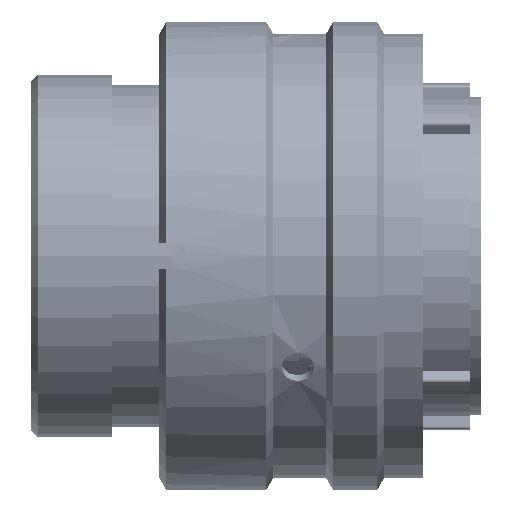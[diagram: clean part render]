
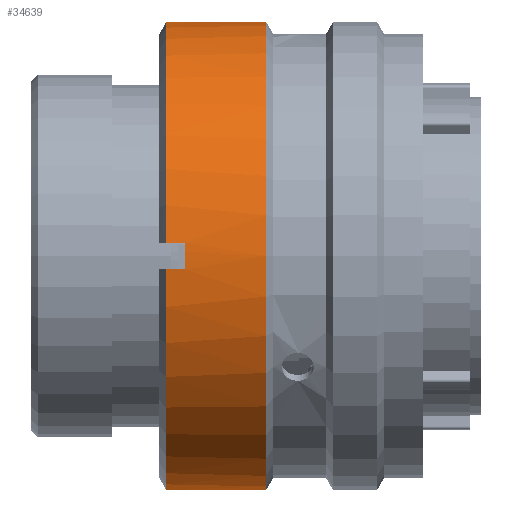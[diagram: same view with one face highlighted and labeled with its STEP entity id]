
A CAD part, front view. The second image highlights one B-rep face of the part: STEP entity #34639.
In plain terms, the highlighted cylindrical face has radius 17.35 mm (diameter 34.7 mm), a partial arc.
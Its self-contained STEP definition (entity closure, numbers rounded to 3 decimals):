
#53 = VERTEX_POINT ( 'NONE', #112897 ) ;
#270 = LINE ( 'NONE', #37591, #172221 ) ;
#3197 = EDGE_CURVE ( 'NONE', #155673, #47224, #187929, .T. ) ;
#6079 = ORIENTED_EDGE ( 'NONE', *, *, #6582, .T. ) ;
#6582 = EDGE_CURVE ( 'NONE', #123369, #69810, #206291, .T. ) ;
#10389 = EDGE_CURVE ( 'NONE', #165918, #120855, #155195, .T. ) ;
#10977 = LINE ( 'NONE', #195543, #99560 ) ;
#12681 = CARTESIAN_POINT ( 'NONE',  ( 17.44, 0., 0. ) ) ;
#13776 = AXIS2_PLACEMENT_3D ( 'NONE', #174118, #74333, #190818 ) ;
#14320 = CARTESIAN_POINT ( 'NONE',  ( 10.02, 0., 0. ) ) ;
#17601 = CARTESIAN_POINT ( 'NONE',  ( 11.42, 0., 0. ) ) ;
#19553 = LINE ( 'NONE', #179998, #147221 ) ;
#29465 = DIRECTION ( 'NONE',  ( 0., 0., -1. ) ) ;
#31096 = DIRECTION ( 'NONE',  ( 0., 0., -1. ) ) ;
#32692 = LINE ( 'NONE', #149849, #149930 ) ;
#34330 = DIRECTION ( 'NONE',  ( 0., 0., 1. ) ) ;
#34639 = ADVANCED_FACE ( 'NONE', ( #48403 ), #204653, .T. ) ;
#37591 = CARTESIAN_POINT ( 'NONE',  ( 29.07, -1., 17.321 ) ) ;
#39326 = CARTESIAN_POINT ( 'NONE',  ( 11.42, -17.321, 1. ) ) ;
#43596 = AXIS2_PLACEMENT_3D ( 'NONE', #74482, #190965, #91266 ) ;
#47224 = VERTEX_POINT ( 'NONE', #205023 ) ;
#48403 = FACE_OUTER_BOUND ( 'NONE', #140150, .T. ) ;
#50073 = DIRECTION ( 'NONE',  ( 1., 0., 0. ) ) ;
#50936 = ORIENTED_EDGE ( 'NONE', *, *, #123589, .T. ) ;
#56142 = DIRECTION ( 'NONE',  ( -1., 0., 0. ) ) ;
#56150 = ORIENTED_EDGE ( 'NONE', *, *, #97912, .T. ) ;
#57838 = DIRECTION ( 'NONE',  ( 0., 0., -1. ) ) ;
#63615 = VERTEX_POINT ( 'NONE', #208822 ) ;
#69810 = VERTEX_POINT ( 'NONE', #72329 ) ;
#72329 = CARTESIAN_POINT ( 'NONE',  ( 10.02, -17.321, 1. ) ) ;
#72887 = CARTESIAN_POINT ( 'NONE',  ( 11.42, 0., 0. ) ) ;
#73861 = DIRECTION ( 'NONE',  ( 1., 0., 0. ) ) ;
#74333 = DIRECTION ( 'NONE',  ( 1., 0., 0. ) ) ;
#74482 = CARTESIAN_POINT ( 'NONE',  ( 10.02, 0., 0. ) ) ;
#79932 = ORIENTED_EDGE ( 'NONE', *, *, #109859, .F. ) ;
#80210 = DIRECTION ( 'NONE',  ( 1., 0., 0. ) ) ;
#80337 = EDGE_CURVE ( 'NONE', #120855, #155673, #214076, .T. ) ;
#83309 = ORIENTED_EDGE ( 'NONE', *, *, #112730, .T. ) ;
#84437 = VERTEX_POINT ( 'NONE', #191282 ) ;
#84808 = CIRCLE ( 'NONE', #127858, 17.35 ) ;
#89660 = DIRECTION ( 'NONE',  ( 0., 0., 1. ) ) ;
#91266 = DIRECTION ( 'NONE',  ( 0., 0., -1. ) ) ;
#93747 = VECTOR ( 'NONE', #103023, 1000. ) ;
#95132 = DIRECTION ( 'NONE',  ( 1., 0., 0. ) ) ;
#97912 = EDGE_CURVE ( 'NONE', #47224, #106680, #98954, .T. ) ;
#98359 = EDGE_CURVE ( 'NONE', #84437, #178537, #194806, .T. ) ;
#98954 = LINE ( 'NONE', #152582, #93747 ) ;
#99560 = VECTOR ( 'NONE', #95132, 1000. ) ;
#99940 = ORIENTED_EDGE ( 'NONE', *, *, #10389, .T. ) ;
#103023 = DIRECTION ( 'NONE',  ( 1., 0., 0. ) ) ;
#106680 = VERTEX_POINT ( 'NONE', #164501 ) ;
#109278 = CARTESIAN_POINT ( 'NONE',  ( 11.42, -1., 17.321 ) ) ;
#109859 = EDGE_CURVE ( 'NONE', #84437, #182174, #10977, .T. ) ;
#111755 = ORIENTED_EDGE ( 'NONE', *, *, #98359, .T. ) ;
#112730 = EDGE_CURVE ( 'NONE', #69810, #165918, #19553, .T. ) ;
#112897 = CARTESIAN_POINT ( 'NONE',  ( 17.44, 0., -17.35 ) ) ;
#114160 = AXIS2_PLACEMENT_3D ( 'NONE', #17601, #134149, #34330 ) ;
#117018 = AXIS2_PLACEMENT_3D ( 'NONE', #72887, #189364, #89660 ) ;
#120855 = VERTEX_POINT ( 'NONE', #196879 ) ;
#121405 = ORIENTED_EDGE ( 'NONE', *, *, #136218, .T. ) ;
#123369 = VERTEX_POINT ( 'NONE', #194965 ) ;
#123589 = EDGE_CURVE ( 'NONE', #63615, #53, #32692, .T. ) ;
#127858 = AXIS2_PLACEMENT_3D ( 'NONE', #12681, #129264, #29465 ) ;
#129264 = DIRECTION ( 'NONE',  ( 1., 0., 0. ) ) ;
#130295 = ORIENTED_EDGE ( 'NONE', *, *, #208566, .F. ) ;
#130918 = DIRECTION ( 'NONE',  ( 1., 0., 0. ) ) ;
#134149 = DIRECTION ( 'NONE',  ( 1., 0., 0. ) ) ;
#136218 = EDGE_CURVE ( 'NONE', #106680, #63615, #206748, .T. ) ;
#140150 = EDGE_LOOP ( 'NONE', ( #79932, #111755, #198886, #6079, #83309, #99940, #162715, #179707, #56150, #121405, #50936, #130295 ) ) ;
#147221 = VECTOR ( 'NONE', #80210, 1000. ) ;
#149849 = CARTESIAN_POINT ( 'NONE',  ( 29.07, 0., -17.35 ) ) ;
#149930 = VECTOR ( 'NONE', #50073, 1000. ) ;
#152582 = CARTESIAN_POINT ( 'NONE',  ( 29.07, -1., -17.321 ) ) ;
#154144 = DIRECTION ( 'NONE',  ( -1., 0., 0. ) ) ;
#155195 = CIRCLE ( 'NONE', #117018, 17.35 ) ;
#155673 = VERTEX_POINT ( 'NONE', #168994 ) ;
#157617 = CARTESIAN_POINT ( 'NONE',  ( 29.07, 0., 0. ) ) ;
#161998 = CARTESIAN_POINT ( 'NONE',  ( 17.44, 0., 17.35 ) ) ;
#162715 = ORIENTED_EDGE ( 'NONE', *, *, #80337, .T. ) ;
#164501 = CARTESIAN_POINT ( 'NONE',  ( 11.42, -1., -17.321 ) ) ;
#165918 = VERTEX_POINT ( 'NONE', #39326 ) ;
#168994 = CARTESIAN_POINT ( 'NONE',  ( 10.02, -17.321, -1. ) ) ;
#169820 = VECTOR ( 'NONE', #56142, 1000. ) ;
#170557 = CARTESIAN_POINT ( 'NONE',  ( 29.07, -17.321, -1. ) ) ;
#172221 = VECTOR ( 'NONE', #154144, 1000. ) ;
#172877 = EDGE_CURVE ( 'NONE', #178537, #123369, #270, .T. ) ;
#174118 = CARTESIAN_POINT ( 'NONE',  ( 11.42, 0., 0. ) ) ;
#178537 = VERTEX_POINT ( 'NONE', #109278 ) ;
#179707 = ORIENTED_EDGE ( 'NONE', *, *, #3197, .T. ) ;
#179998 = CARTESIAN_POINT ( 'NONE',  ( 29.07, -17.321, 1. ) ) ;
#181354 = AXIS2_PLACEMENT_3D ( 'NONE', #14320, #130918, #31096 ) ;
#182174 = VERTEX_POINT ( 'NONE', #161998 ) ;
#187929 = CIRCLE ( 'NONE', #43596, 17.35 ) ;
#189364 = DIRECTION ( 'NONE',  ( 1., 0., 0. ) ) ;
#189672 = AXIS2_PLACEMENT_3D ( 'NONE', #157617, #73861, #57838 ) ;
#190818 = DIRECTION ( 'NONE',  ( 0., 0., 1. ) ) ;
#190965 = DIRECTION ( 'NONE',  ( 1., 0., 0. ) ) ;
#191282 = CARTESIAN_POINT ( 'NONE',  ( 11.42, 0., 17.35 ) ) ;
#194806 = CIRCLE ( 'NONE', #114160, 17.35 ) ;
#194965 = CARTESIAN_POINT ( 'NONE',  ( 10.02, -1., 17.321 ) ) ;
#195543 = CARTESIAN_POINT ( 'NONE',  ( 29.07, 0., 17.35 ) ) ;
#196879 = CARTESIAN_POINT ( 'NONE',  ( 11.42, -17.321, -1. ) ) ;
#198886 = ORIENTED_EDGE ( 'NONE', *, *, #172877, .T. ) ;
#204653 = CYLINDRICAL_SURFACE ( 'NONE', #189672, 17.35 ) ;
#205023 = CARTESIAN_POINT ( 'NONE',  ( 10.02, -1., -17.321 ) ) ;
#206291 = CIRCLE ( 'NONE', #181354, 17.35 ) ;
#206748 = CIRCLE ( 'NONE', #13776, 17.35 ) ;
#208566 = EDGE_CURVE ( 'NONE', #182174, #53, #84808, .T. ) ;
#208822 = CARTESIAN_POINT ( 'NONE',  ( 11.42, 0., -17.35 ) ) ;
#214076 = LINE ( 'NONE', #170557, #169820 ) ;
